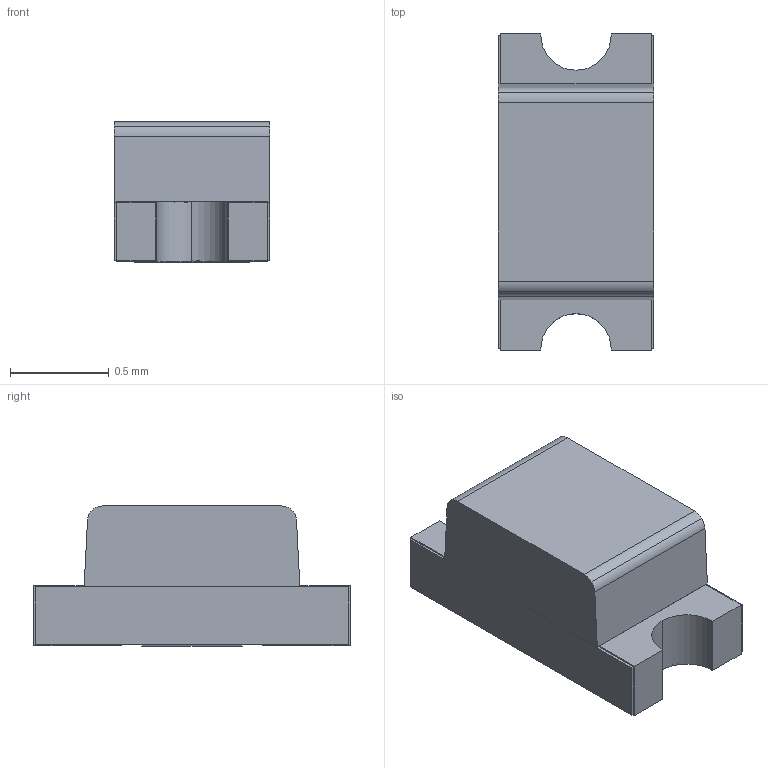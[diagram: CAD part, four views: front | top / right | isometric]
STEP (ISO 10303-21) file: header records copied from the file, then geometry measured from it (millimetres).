
FILE_DESCRIPTION (( 'STEP AP203' ), '1' );
FILE_NAME ('GREEN.step_Default_sldprt.STEP', '2023-07-18T01:03:22', ( '' ), ( '' ), 'SwSTEP 2.0', 'SolidWorks 2022', '' );
FILE_SCHEMA (( 'CONFIG_CONTROL_DESIGN' ));
Length unit declared in the file: millimetre
Products named in the file (1): GREEN.step_Default_sldprt
Bounding box: 0.79 x 1.6 x 0.71 mm (x, y, z)
Volume: 0.7 mm3; surface area: 10.2 mm2
Topology: 5 solids, 5 shells, 67 faces, 171 edges, 114 vertices
Faces by surface type: plane 55, cylinder 8, bspline 4
Entity records: 2130 total; most frequent: CARTESIAN_POINT 453, ORIENTED_EDGE 342, DIRECTION 307, EDGE_CURVE 171, LINE 147, VECTOR 147, VERTEX_POINT 114, AXIS2_PLACEMENT_3D 80
